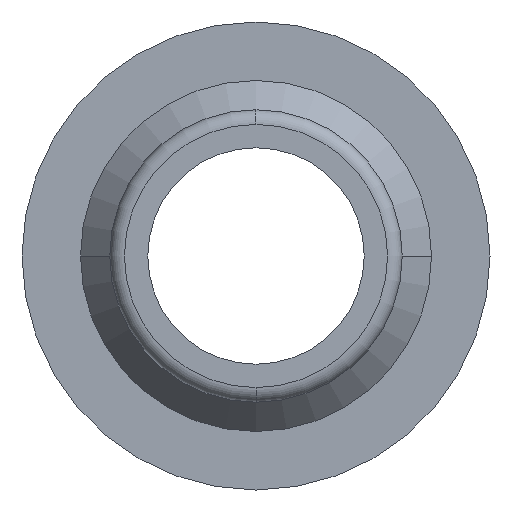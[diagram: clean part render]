
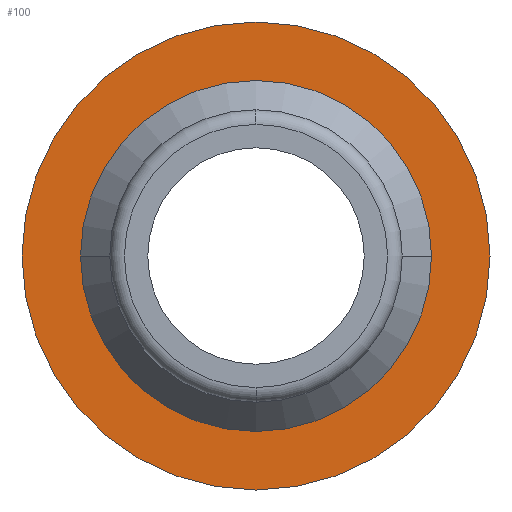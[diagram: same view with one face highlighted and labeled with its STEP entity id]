
A CAD part, front view. The second image highlights one B-rep face of the part: STEP entity #100.
In plain terms, the highlighted planar face has unit normal (0, -1, 0).
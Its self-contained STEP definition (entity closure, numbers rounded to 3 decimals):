
#100=ADVANCED_FACE('',(#213,#214),#215,.T.);
#213=FACE_OUTER_BOUND('',#340,.T.);
#214=FACE_BOUND('',#341,.T.);
#215=PLANE('',#342);
#340=EDGE_LOOP('',(#569,#570));
#341=EDGE_LOOP('',(#571,#572));
#342=AXIS2_PLACEMENT_3D('',#573,#574,#575);
#569=ORIENTED_EDGE('',*,*,#786,.T.);
#570=ORIENTED_EDGE('',*,*,#820,.T.);
#571=ORIENTED_EDGE('',*,*,#767,.F.);
#572=ORIENTED_EDGE('',*,*,#821,.F.);
#573=CARTESIAN_POINT('',(0.0,20.0,0.0));
#574=DIRECTION('',(0.0,-1.0,0.0));
#575=DIRECTION('',(-1.0,0.0,0.0));
#767=EDGE_CURVE('',#920,#916,#922,.T.);
#786=EDGE_CURVE('',#944,#949,#951,.T.);
#820=EDGE_CURVE('',#949,#944,#998,.T.);
#821=EDGE_CURVE('',#916,#920,#999,.T.);
#916=VERTEX_POINT('',#1102);
#920=VERTEX_POINT('',#1107);
#922=CIRCLE('',#1110,6.0);
#944=VERTEX_POINT('',#1134);
#949=VERTEX_POINT('',#1140);
#951=CIRCLE('',#1143,8.0);
#998=CIRCLE('',#1196,8.0);
#999=CIRCLE('',#1197,6.0);
#1102=CARTESIAN_POINT('',(6.0,20.0,0.));
#1107=CARTESIAN_POINT('',(-6.0,20.0,0.));
#1110=AXIS2_PLACEMENT_3D('',#1315,#1316,#1317);
#1134=CARTESIAN_POINT('',(8.0,20.0,0.0));
#1140=CARTESIAN_POINT('',(-8.0,20.0,0.));
#1143=AXIS2_PLACEMENT_3D('',#1352,#1353,#1354);
#1196=AXIS2_PLACEMENT_3D('',#1415,#1416,#1417);
#1197=AXIS2_PLACEMENT_3D('',#1418,#1419,#1420);
#1315=CARTESIAN_POINT('',(0.0,20.0,0.0));
#1316=DIRECTION('',(0.0,-1.0,0.0));
#1317=DIRECTION('',(1.0,0.0,0.0));
#1352=CARTESIAN_POINT('',(0.0,20.0,0.0));
#1353=DIRECTION('',(0.0,-1.0,0.0));
#1354=DIRECTION('',(1.0,0.0,0.0));
#1415=CARTESIAN_POINT('',(0.0,20.0,0.0));
#1416=DIRECTION('',(0.0,-1.0,0.0));
#1417=DIRECTION('',(1.0,0.0,0.0));
#1418=CARTESIAN_POINT('',(0.0,20.0,0.0));
#1419=DIRECTION('',(0.0,-1.0,0.0));
#1420=DIRECTION('',(1.0,0.0,0.0));
